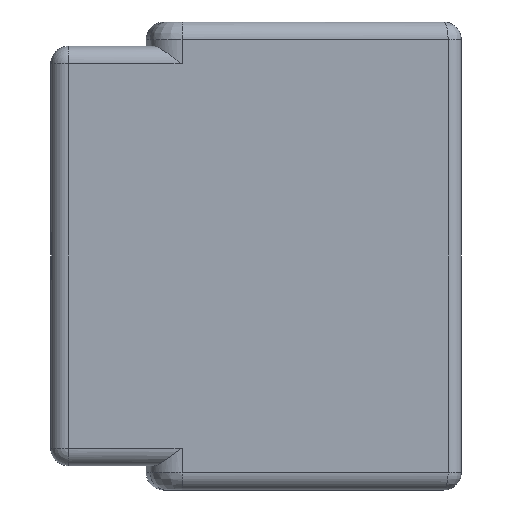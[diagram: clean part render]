
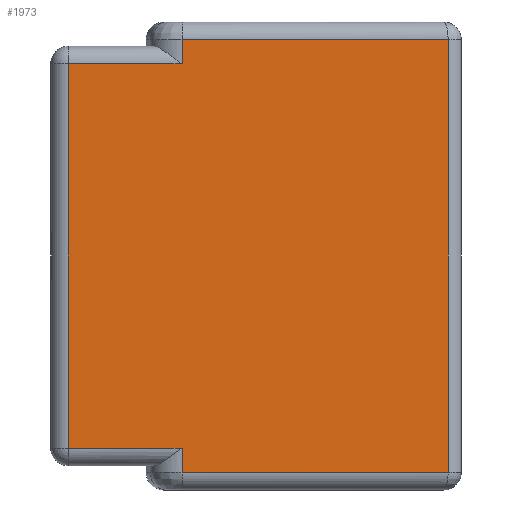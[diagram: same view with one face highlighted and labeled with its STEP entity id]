
A CAD part, front view. The second image highlights one B-rep face of the part: STEP entity #1973.
In plain terms, the highlighted planar face has unit normal (0, -1, 0).
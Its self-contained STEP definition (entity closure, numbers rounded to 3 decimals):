
#220 = EDGE_CURVE ( 'NONE', #3147, #2392, #2615, .T. ) ;
#268 = DIRECTION ( 'NONE',  ( 1., 0., 0. ) ) ;
#401 = ORIENTED_EDGE ( 'NONE', *, *, #5114, .T. ) ;
#460 = DIRECTION ( 'NONE',  ( 0., 0., -1. ) ) ;
#538 = LINE ( 'NONE', #2282, #4097 ) ;
#596 = AXIS2_PLACEMENT_3D ( 'NONE', #4600, #1641, #268 ) ;
#611 = VECTOR ( 'NONE', #4163, 1000. ) ;
#639 = LINE ( 'NONE', #5352, #3651 ) ;
#640 = CARTESIAN_POINT ( 'NONE',  ( -12.65, 0., 19.3 ) ) ;
#956 = CARTESIAN_POINT ( 'NONE',  ( -12.65, 0., 1.9 ) ) ;
#995 = VECTOR ( 'NONE', #4485, 1000. ) ;
#1048 = CARTESIAN_POINT ( 'NONE',  ( -0.6, 0., 20.4 ) ) ;
#1065 = EDGE_CURVE ( 'NONE', #3147, #4127, #2944, .T. ) ;
#1211 = ORIENTED_EDGE ( 'NONE', *, *, #3690, .T. ) ;
#1471 = DIRECTION ( 'NONE',  ( -1., 0., 0. ) ) ;
#1574 = VERTEX_POINT ( 'NONE', #1673 ) ;
#1641 = DIRECTION ( 'NONE',  ( 0., -1., 0. ) ) ;
#1673 = CARTESIAN_POINT ( 'NONE',  ( -17.8, 0., 19.3 ) ) ;
#1674 = CARTESIAN_POINT ( 'NONE',  ( -12.65, 0., 19.3 ) ) ;
#1701 = LINE ( 'NONE', #3098, #3778 ) ;
#1781 = ORIENTED_EDGE ( 'NONE', *, *, #2562, .T. ) ;
#1807 = DIRECTION ( 'NONE',  ( 0., 0., -1. ) ) ;
#1841 = ORIENTED_EDGE ( 'NONE', *, *, #3747, .T. ) ;
#1929 = CARTESIAN_POINT ( 'NONE',  ( -0.6, 0., 0.8 ) ) ;
#1973 = ADVANCED_FACE ( 'NONE', ( #2840 ), #2069, .T. ) ;
#2020 = LINE ( 'NONE', #1674, #3984 ) ;
#2069 = PLANE ( 'NONE',  #596 ) ;
#2218 = EDGE_CURVE ( 'NONE', #4757, #4810, #4737, .T. ) ;
#2282 = CARTESIAN_POINT ( 'NONE',  ( -17.8, 0., 19.3 ) ) ;
#2392 = VERTEX_POINT ( 'NONE', #1929 ) ;
#2562 = EDGE_CURVE ( 'NONE', #4127, #4940, #2020, .T. ) ;
#2615 = LINE ( 'NONE', #5266, #3833 ) ;
#2694 = VECTOR ( 'NONE', #2966, 1000. ) ;
#2840 = FACE_OUTER_BOUND ( 'NONE', #3570, .T. ) ;
#2938 = CARTESIAN_POINT ( 'NONE',  ( -17.8, 0., 1.9 ) ) ;
#2944 = LINE ( 'NONE', #3780, #611 ) ;
#2966 = DIRECTION ( 'NONE',  ( 1., 0., 0. ) ) ;
#3098 = CARTESIAN_POINT ( 'NONE',  ( -12.65, 0., 0.8 ) ) ;
#3147 = VERTEX_POINT ( 'NONE', #1048 ) ;
#3182 = CARTESIAN_POINT ( 'NONE',  ( -12.65, 0., 0.8 ) ) ;
#3570 = EDGE_LOOP ( 'NONE', ( #4090, #5049, #401, #1841, #4237, #5627, #1781, #1211 ) ) ;
#3651 = VECTOR ( 'NONE', #1471, 1000. ) ;
#3690 = EDGE_CURVE ( 'NONE', #4940, #1574, #639, .T. ) ;
#3747 = EDGE_CURVE ( 'NONE', #5420, #2392, #5437, .T. ) ;
#3778 = VECTOR ( 'NONE', #1807, 1000. ) ;
#3780 = CARTESIAN_POINT ( 'NONE',  ( -0.6, 0., 20.4 ) ) ;
#3833 = VECTOR ( 'NONE', #460, 1000. ) ;
#3984 = VECTOR ( 'NONE', #5624, 1000. ) ;
#4090 = ORIENTED_EDGE ( 'NONE', *, *, #5538, .T. ) ;
#4097 = VECTOR ( 'NONE', #4103, 1000. ) ;
#4103 = DIRECTION ( 'NONE',  ( 0., 0., -1. ) ) ;
#4127 = VERTEX_POINT ( 'NONE', #5344 ) ;
#4163 = DIRECTION ( 'NONE',  ( -1., 0., 0. ) ) ;
#4237 = ORIENTED_EDGE ( 'NONE', *, *, #220, .F. ) ;
#4485 = DIRECTION ( 'NONE',  ( 1., 0., 0. ) ) ;
#4600 = CARTESIAN_POINT ( 'NONE',  ( -17.8, 0., 0.8 ) ) ;
#4737 = LINE ( 'NONE', #2938, #2694 ) ;
#4757 = VERTEX_POINT ( 'NONE', #5206 ) ;
#4810 = VERTEX_POINT ( 'NONE', #956 ) ;
#4940 = VERTEX_POINT ( 'NONE', #640 ) ;
#5049 = ORIENTED_EDGE ( 'NONE', *, *, #2218, .T. ) ;
#5092 = CARTESIAN_POINT ( 'NONE',  ( -12.65, 0., 0.8 ) ) ;
#5114 = EDGE_CURVE ( 'NONE', #4810, #5420, #1701, .T. ) ;
#5206 = CARTESIAN_POINT ( 'NONE',  ( -17.8, 0., 1.9 ) ) ;
#5266 = CARTESIAN_POINT ( 'NONE',  ( -0.6, 0., 0.8 ) ) ;
#5344 = CARTESIAN_POINT ( 'NONE',  ( -12.65, 0., 20.4 ) ) ;
#5352 = CARTESIAN_POINT ( 'NONE',  ( -12.65, 0., 19.3 ) ) ;
#5420 = VERTEX_POINT ( 'NONE', #5092 ) ;
#5437 = LINE ( 'NONE', #3182, #995 ) ;
#5538 = EDGE_CURVE ( 'NONE', #1574, #4757, #538, .T. ) ;
#5624 = DIRECTION ( 'NONE',  ( 0., 0., -1. ) ) ;
#5627 = ORIENTED_EDGE ( 'NONE', *, *, #1065, .T. ) ;
